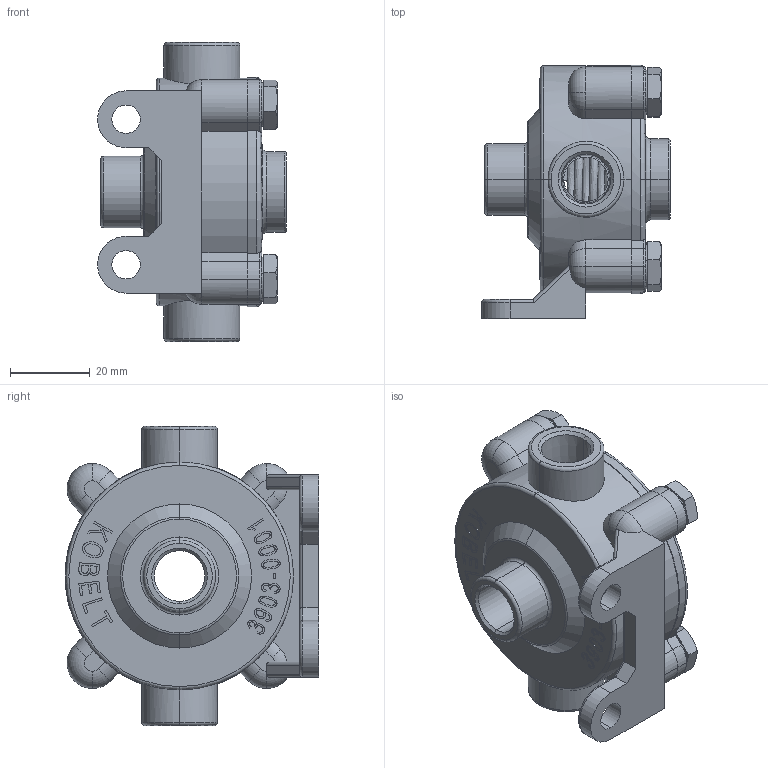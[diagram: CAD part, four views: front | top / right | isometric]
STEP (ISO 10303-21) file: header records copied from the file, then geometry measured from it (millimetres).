
FILE_DESCRIPTION (( 'STEP AP214' ), '1' );
FILE_NAME ('3903.STEP', '2024-04-11T17:24:50', ( '' ), ( '' ), 'SwSTEP 2.0', 'SolidWorks 2023', '' );
FILE_SCHEMA (( 'AUTOMOTIVE_DESIGN' ));
Length unit declared in the file: inch
Products named in the file (1): 3903
Bounding box: 47.4 x 63.6 x 75.08 mm (x, y, z)
Surface area: 25613.6 mm2 (no closed solid volume)
Topology: 0 solids, 8 shells, 515 faces, 1500 edges, 987 vertices
Faces by surface type: plane 185, bspline 168, cylinder 79, cone 44, torus 39
Entity records: 29950 total; most frequent: CARTESIAN_POINT 17726, ORIENTED_EDGE 2728, DIRECTION 2010, EDGE_CURVE 1500, VERTEX_POINT 987, LINE 690, VECTOR 690, AXIS2_PLACEMENT_3D 660
